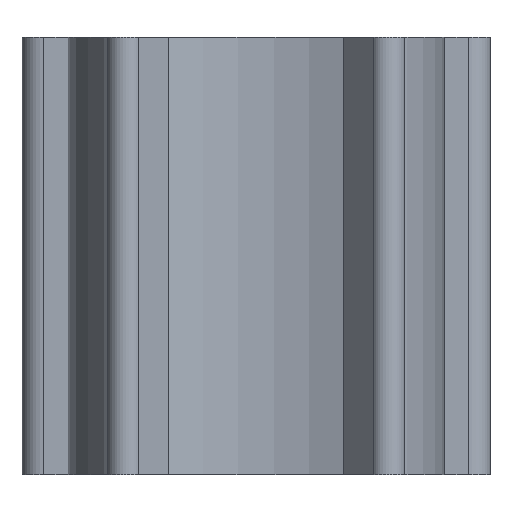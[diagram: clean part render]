
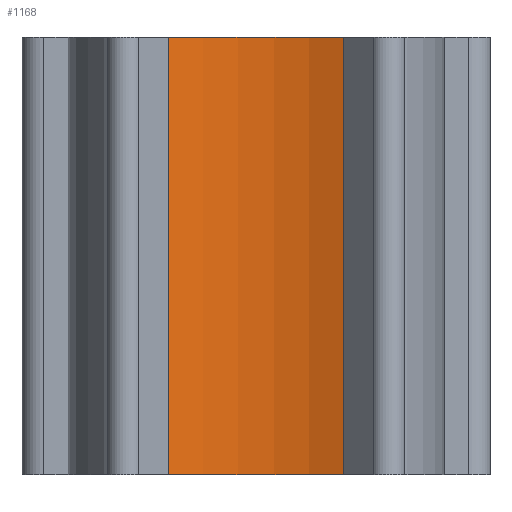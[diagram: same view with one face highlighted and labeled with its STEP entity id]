
A CAD part, front view. The second image highlights one B-rep face of the part: STEP entity #1168.
In plain terms, the highlighted cylindrical face has radius 5 mm (diameter 10 mm), a partial arc.
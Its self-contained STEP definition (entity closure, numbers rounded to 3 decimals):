
#43 = ORIENTED_EDGE ( 'NONE', *, *, #744, .T. ) ;
#143 = EDGE_LOOP ( 'NONE', ( #266, #43, #256, #270 ) ) ;
#256 = ORIENTED_EDGE ( 'NONE', *, *, #737, .F. ) ;
#266 = ORIENTED_EDGE ( 'NONE', *, *, #745, .F. ) ;
#270 = ORIENTED_EDGE ( 'NONE', *, *, #741, .F. ) ;
#737 = EDGE_CURVE ( 'NONE', #827, #834, #2422, .T. ) ;
#741 = EDGE_CURVE ( 'NONE', #838, #827, #2427, .T. ) ;
#744 = EDGE_CURVE ( 'NONE', #831, #834, #2423, .T. ) ;
#745 = EDGE_CURVE ( 'NONE', #831, #838, #2435, .T. ) ;
#827 = VERTEX_POINT ( 'NONE', #1917 ) ;
#831 = VERTEX_POINT ( 'NONE', #1921 ) ;
#834 = VERTEX_POINT ( 'NONE', #1924 ) ;
#838 = VERTEX_POINT ( 'NONE', #1928 ) ;
#1072 = AXIS2_PLACEMENT_3D ( 'NONE', #1810, #1812, #1813 ) ;
#1074 = AXIS2_PLACEMENT_3D ( 'NONE', #1788, #1791, #1792 ) ;
#1146 = AXIS2_PLACEMENT_3D ( 'NONE', #2219, #2209, #2191 ) ;
#1168 = ADVANCED_FACE ( 'NONE', ( #2621 ), #2622, .F. ) ;
#1788 = CARTESIAN_POINT ( 'NONE',  ( 0., -3.583, 5. ) ) ;
#1791 = DIRECTION ( 'NONE',  ( 0., 0., -1. ) ) ;
#1792 = DIRECTION ( 'NONE',  ( 1., 0., 0. ) ) ;
#1801 = CARTESIAN_POINT ( 'NONE',  ( -2., 1., -29.464 ) ) ;
#1802 = DIRECTION ( 'NONE',  ( 0., 0., 1. ) ) ;
#1808 = CARTESIAN_POINT ( 'NONE',  ( 2., 1., -29.464 ) ) ;
#1809 = DIRECTION ( 'NONE',  ( 0., 0., 1. ) ) ;
#1810 = CARTESIAN_POINT ( 'NONE',  ( 0., -3.583, -5. ) ) ;
#1812 = DIRECTION ( 'NONE',  ( 0., 0., 1. ) ) ;
#1813 = DIRECTION ( 'NONE',  ( 1., 0., 0. ) ) ;
#1917 = CARTESIAN_POINT ( 'NONE',  ( -2., 1., 5. ) ) ;
#1921 = CARTESIAN_POINT ( 'NONE',  ( 2., 1., -5. ) ) ;
#1924 = CARTESIAN_POINT ( 'NONE',  ( 2., 1., 5. ) ) ;
#1928 = CARTESIAN_POINT ( 'NONE',  ( -2., 1., -5. ) ) ;
#2191 = DIRECTION ( 'NONE',  ( 1., 0., 0. ) ) ;
#2209 = DIRECTION ( 'NONE',  ( 0., 0., 1. ) ) ;
#2219 = CARTESIAN_POINT ( 'NONE',  ( 0., -3.583, -29.464 ) ) ;
#2422 = CIRCLE ( 'NONE', #1074, 5. ) ;
#2423 = LINE ( 'NONE', #1808, #2424 ) ;
#2424 = VECTOR ( 'NONE', #1809, 1000. ) ;
#2427 = LINE ( 'NONE', #1801, #2428 ) ;
#2428 = VECTOR ( 'NONE', #1802, 1000. ) ;
#2435 = CIRCLE ( 'NONE', #1072, 5. ) ;
#2621 = FACE_OUTER_BOUND ( 'NONE', #143, .T. ) ;
#2622 = CYLINDRICAL_SURFACE ( 'NONE', #1146, 5. ) ;
